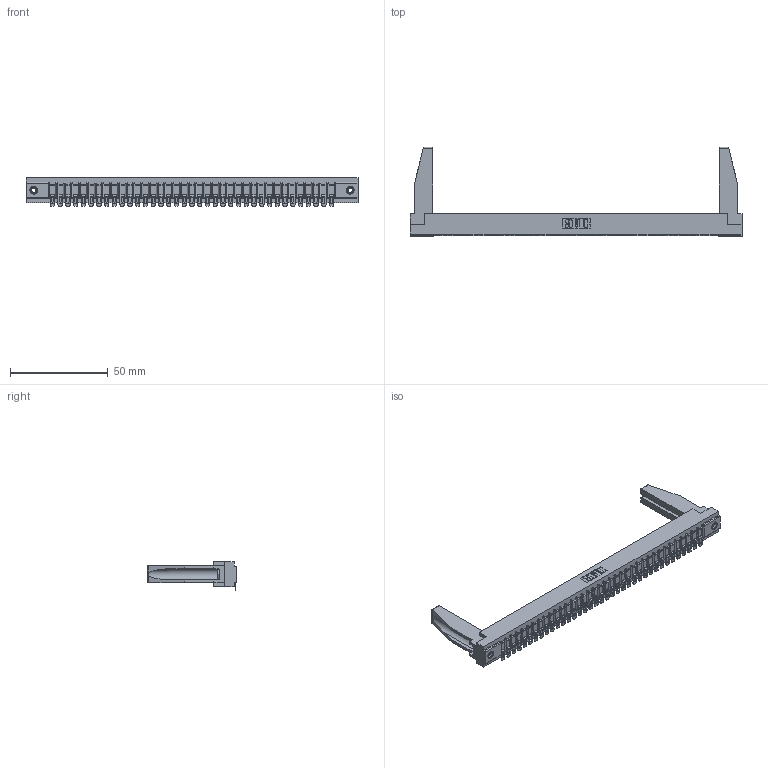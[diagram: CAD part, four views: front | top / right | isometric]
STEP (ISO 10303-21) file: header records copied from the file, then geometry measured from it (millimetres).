
FILE_DESCRIPTION (( 'STEP AP203' ), '1' );
FILE_NAME ('357-037-554-178.STEP', '2019-09-17T07:26:33', ( '' ), ( '' ), 'SwSTEP 2.0', 'SolidWorks 2016', '' );
FILE_SCHEMA (( 'CONFIG_CONTROL_DESIGN' ));
Length unit declared in the file: inch
Products named in the file (5): 307-290-002_554; 307-220-078; 357-037-554-178; 345-250-001_345-250-001-102; 307 Part_.156 Dia Mounting Holes
Assembly tree (42 placements, depth 2):
  357-037-554-178
    307 Part_.156 Dia Mounting Holes
    307-290-002_554  x37
    307-220-078  x2
    345-250-001_345-250-001-102  x2
Bounding box: 169.62 x 45.72 x 14.52 mm (x, y, z)
Volume: 22121 mm3; surface area: 26651.3 mm2
Topology: 42 solids, 42 shells, 3283 faces, 10014 edges, 6564 vertices
Faces by surface type: plane 1856, cylinder 1335, sphere 76, cone 12, torus 4
Entity records: 35740 total; most frequent: CARTESIAN_POINT 6028, ORIENTED_EDGE 5974, DIRECTION 5821, EDGE_CURVE 2987, VECTOR 2283, LINE 2283, VERTEX_POINT 1934, AXIS2_PLACEMENT_3D 1769
